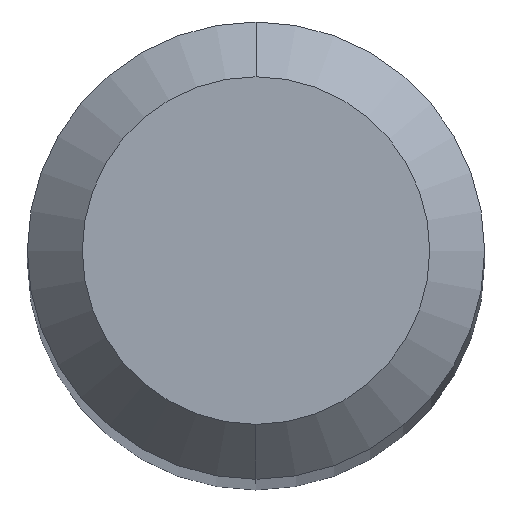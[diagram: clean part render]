
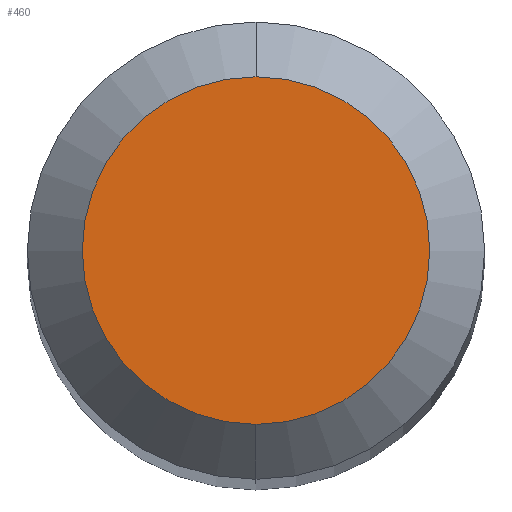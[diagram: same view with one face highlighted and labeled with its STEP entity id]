
A CAD part, top view. The second image highlights one B-rep face of the part: STEP entity #460.
In plain terms, the highlighted planar face has unit normal (0, 0, 1).
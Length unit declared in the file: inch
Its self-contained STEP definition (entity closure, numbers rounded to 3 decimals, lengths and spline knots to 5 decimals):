
#22 = CARTESIAN_POINT ( 'NONE',  ( 0., 0.0475, 0. ) ) ;
#28 = DIRECTION ( 'NONE',  ( 0., -1., 0. ) ) ;
#59 = VERTEX_POINT ( 'NONE', #420 ) ;
#63 = CIRCLE ( 'NONE', #242, 0.0475 ) ;
#91 = DIRECTION ( 'NONE',  ( 0., 0., -1. ) ) ;
#114 = AXIS2_PLACEMENT_3D ( 'NONE', #388, #148, #28 ) ;
#146 = PLANE ( 'NONE',  #263 ) ;
#148 = DIRECTION ( 'NONE',  ( 0., 0., 1. ) ) ;
#168 = DIRECTION ( 'NONE',  ( 0., -1., 0. ) ) ;
#180 = EDGE_CURVE ( 'NONE', #401, #59, #415, .T. ) ;
#237 = ORIENTED_EDGE ( 'NONE', *, *, #426, .T. ) ;
#242 = AXIS2_PLACEMENT_3D ( 'NONE', #363, #519, #168 ) ;
#243 = CARTESIAN_POINT ( 'NONE',  ( 0., 0.0475, 0. ) ) ;
#263 = AXIS2_PLACEMENT_3D ( 'NONE', #22, #91, #387 ) ;
#292 = FACE_OUTER_BOUND ( 'NONE', #509, .T. ) ;
#363 = CARTESIAN_POINT ( 'NONE',  ( 0., 0., 0. ) ) ;
#387 = DIRECTION ( 'NONE',  ( 0., 1., 0. ) ) ;
#388 = CARTESIAN_POINT ( 'NONE',  ( 0., 0., 0. ) ) ;
#401 = VERTEX_POINT ( 'NONE', #243 ) ;
#415 = CIRCLE ( 'NONE', #114, 0.0475 ) ;
#420 = CARTESIAN_POINT ( 'NONE',  ( 0., -0.0475, 0. ) ) ;
#426 = EDGE_CURVE ( 'NONE', #59, #401, #63, .T. ) ;
#448 = ORIENTED_EDGE ( 'NONE', *, *, #180, .T. ) ;
#460 = ADVANCED_FACE ( 'NONE', ( #292 ), #146, .F. ) ;
#509 = EDGE_LOOP ( 'NONE', ( #448, #237 ) ) ;
#519 = DIRECTION ( 'NONE',  ( 0., 0., 1. ) ) ;
